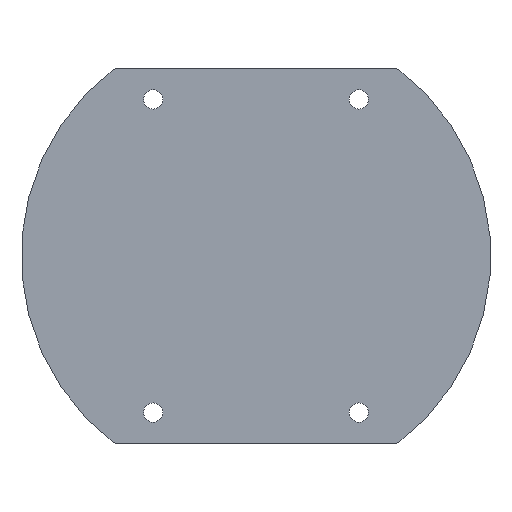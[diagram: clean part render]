
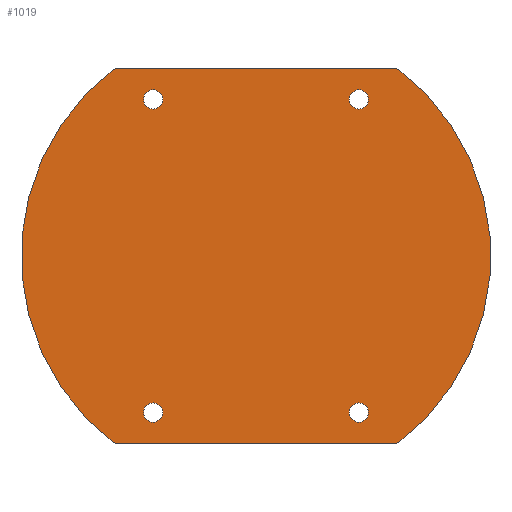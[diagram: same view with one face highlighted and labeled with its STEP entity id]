
A CAD part, front view. The second image highlights one B-rep face of the part: STEP entity #1019.
In plain terms, the highlighted planar face has unit normal (0, -1, 0).
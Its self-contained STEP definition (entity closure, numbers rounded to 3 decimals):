
#3 = CARTESIAN_POINT ( 'NONE',  ( -31.5, 0., -42. ) ) ;
#6 = AXIS2_PLACEMENT_3D ( 'NONE', #262, #2324, #1014 ) ;
#122 = DIRECTION ( 'NONE',  ( 0., 0., 1. ) ) ;
#126 = VECTOR ( 'NONE', #422, 1000. ) ;
#128 = DIRECTION ( 'NONE',  ( 0., 0., 1. ) ) ;
#161 = DIRECTION ( 'NONE',  ( 0., 0., 1. ) ) ;
#178 = CARTESIAN_POINT ( 'NONE',  ( -31.5, 0., -42. ) ) ;
#192 = CIRCLE ( 'NONE', #2082, 52.5 ) ;
#215 = ORIENTED_EDGE ( 'NONE', *, *, #3099, .F. ) ;
#219 = VERTEX_POINT ( 'NONE', #1049 ) ;
#261 = DIRECTION ( 'NONE',  ( 0., 0., 1. ) ) ;
#262 = CARTESIAN_POINT ( 'NONE',  ( 23., 0., -35. ) ) ;
#269 = DIRECTION ( 'NONE',  ( 0., 0., 1. ) ) ;
#281 = VERTEX_POINT ( 'NONE', #1601 ) ;
#314 = VERTEX_POINT ( 'NONE', #2571 ) ;
#319 = VERTEX_POINT ( 'NONE', #3 ) ;
#333 = DIRECTION ( 'NONE',  ( 0., -1., 0. ) ) ;
#397 = CARTESIAN_POINT ( 'NONE',  ( 23., 0., -37.15 ) ) ;
#408 = LINE ( 'NONE', #2742, #126 ) ;
#411 = VERTEX_POINT ( 'NONE', #397 ) ;
#422 = DIRECTION ( 'NONE',  ( -1., 0., 0. ) ) ;
#435 = EDGE_CURVE ( 'NONE', #1359, #1928, #444, .T. ) ;
#444 = CIRCLE ( 'NONE', #2504, 2.15 ) ;
#445 = DIRECTION ( 'NONE',  ( 0., -1., 0. ) ) ;
#456 = EDGE_CURVE ( 'NONE', #1716, #3237, #2608, .T. ) ;
#457 = CIRCLE ( 'NONE', #2349, 2.15 ) ;
#460 = CIRCLE ( 'NONE', #620, 52.5 ) ;
#463 = DIRECTION ( 'NONE',  ( 0., 0., 1. ) ) ;
#549 = EDGE_CURVE ( 'NONE', #1928, #1359, #2065, .T. ) ;
#599 = CARTESIAN_POINT ( 'NONE',  ( 23., 0., 37.15 ) ) ;
#601 = AXIS2_PLACEMENT_3D ( 'NONE', #691, #445, #161 ) ;
#617 = AXIS2_PLACEMENT_3D ( 'NONE', #2090, #1813, #261 ) ;
#620 = AXIS2_PLACEMENT_3D ( 'NONE', #2965, #2475, #2711 ) ;
#628 = LINE ( 'NONE', #178, #2869 ) ;
#672 = DIRECTION ( 'NONE',  ( 0., -1., 0. ) ) ;
#691 = CARTESIAN_POINT ( 'NONE',  ( 23., 0., 35. ) ) ;
#771 = FACE_BOUND ( 'NONE', #1534, .T. ) ;
#882 = EDGE_CURVE ( 'NONE', #1950, #411, #457, .T. ) ;
#898 = EDGE_LOOP ( 'NONE', ( #1632, #1349, #1492, #1993 ) ) ;
#996 = AXIS2_PLACEMENT_3D ( 'NONE', #2731, #1203, #128 ) ;
#1012 = FACE_BOUND ( 'NONE', #1768, .T. ) ;
#1014 = DIRECTION ( 'NONE',  ( 0., 0., 1. ) ) ;
#1019 = ADVANCED_FACE ( 'NONE', ( #1391, #1648, #1129, #1012, #771 ), #2582, .F. ) ;
#1024 = EDGE_CURVE ( 'NONE', #219, #281, #192, .T. ) ;
#1049 = CARTESIAN_POINT ( 'NONE',  ( 31.5, 0., 42. ) ) ;
#1050 = EDGE_CURVE ( 'NONE', #319, #2376, #460, .T. ) ;
#1097 = ORIENTED_EDGE ( 'NONE', *, *, #1184, .F. ) ;
#1129 = FACE_BOUND ( 'NONE', #1565, .T. ) ;
#1184 = EDGE_CURVE ( 'NONE', #2445, #314, #2034, .T. ) ;
#1185 = ORIENTED_EDGE ( 'NONE', *, *, #435, .F. ) ;
#1203 = DIRECTION ( 'NONE',  ( 0., -1., 0. ) ) ;
#1216 = CIRCLE ( 'NONE', #996, 2.15 ) ;
#1280 = EDGE_CURVE ( 'NONE', #3237, #1716, #1560, .T. ) ;
#1289 = DIRECTION ( 'NONE',  ( 0., 0., 1. ) ) ;
#1349 = ORIENTED_EDGE ( 'NONE', *, *, #1902, .T. ) ;
#1359 = VERTEX_POINT ( 'NONE', #599 ) ;
#1391 = FACE_OUTER_BOUND ( 'NONE', #898, .T. ) ;
#1407 = CARTESIAN_POINT ( 'NONE',  ( -23., 0., -35. ) ) ;
#1450 = CARTESIAN_POINT ( 'NONE',  ( -31.5, 0., 42. ) ) ;
#1492 = ORIENTED_EDGE ( 'NONE', *, *, #1050, .F. ) ;
#1503 = DIRECTION ( 'NONE',  ( 0., -1., 0. ) ) ;
#1522 = CIRCLE ( 'NONE', #6, 2.15 ) ;
#1534 = EDGE_LOOP ( 'NONE', ( #1185, #1749 ) ) ;
#1560 = CIRCLE ( 'NONE', #2276, 2.15 ) ;
#1565 = EDGE_LOOP ( 'NONE', ( #2402, #215 ) ) ;
#1601 = CARTESIAN_POINT ( 'NONE',  ( 31.5, 0., -42. ) ) ;
#1632 = ORIENTED_EDGE ( 'NONE', *, *, #1024, .F. ) ;
#1635 = DIRECTION ( 'NONE',  ( 0., 0., 1. ) ) ;
#1648 = FACE_BOUND ( 'NONE', #3070, .T. ) ;
#1716 = VERTEX_POINT ( 'NONE', #3065 ) ;
#1748 = CARTESIAN_POINT ( 'NONE',  ( 23., 0., -35. ) ) ;
#1749 = ORIENTED_EDGE ( 'NONE', *, *, #549, .F. ) ;
#1768 = EDGE_LOOP ( 'NONE', ( #2069, #3175 ) ) ;
#1813 = DIRECTION ( 'NONE',  ( 0., 1., 0. ) ) ;
#1894 = DIRECTION ( 'NONE',  ( 0., 0., 1. ) ) ;
#1902 = EDGE_CURVE ( 'NONE', #219, #2376, #408, .T. ) ;
#1928 = VERTEX_POINT ( 'NONE', #1936 ) ;
#1930 = AXIS2_PLACEMENT_3D ( 'NONE', #1407, #672, #122 ) ;
#1936 = CARTESIAN_POINT ( 'NONE',  ( 23., 0., 32.85 ) ) ;
#1950 = VERTEX_POINT ( 'NONE', #2758 ) ;
#1989 = DIRECTION ( 'NONE',  ( 1., 0., 0. ) ) ;
#1993 = ORIENTED_EDGE ( 'NONE', *, *, #3329, .T. ) ;
#2034 = CIRCLE ( 'NONE', #1930, 2.15 ) ;
#2065 = CIRCLE ( 'NONE', #601, 2.15 ) ;
#2069 = ORIENTED_EDGE ( 'NONE', *, *, #1280, .F. ) ;
#2082 = AXIS2_PLACEMENT_3D ( 'NONE', #2677, #2844, #1289 ) ;
#2090 = CARTESIAN_POINT ( 'NONE',  ( 0., 0., 0. ) ) ;
#2217 = DIRECTION ( 'NONE',  ( 0., -1., 0. ) ) ;
#2222 = CARTESIAN_POINT ( 'NONE',  ( -23., 0., -32.85 ) ) ;
#2276 = AXIS2_PLACEMENT_3D ( 'NONE', #2564, #1503, #269 ) ;
#2324 = DIRECTION ( 'NONE',  ( 0., -1., 0. ) ) ;
#2333 = AXIS2_PLACEMENT_3D ( 'NONE', #3239, #333, #1635 ) ;
#2349 = AXIS2_PLACEMENT_3D ( 'NONE', #1748, #2764, #463 ) ;
#2376 = VERTEX_POINT ( 'NONE', #1450 ) ;
#2402 = ORIENTED_EDGE ( 'NONE', *, *, #882, .F. ) ;
#2445 = VERTEX_POINT ( 'NONE', #2222 ) ;
#2475 = DIRECTION ( 'NONE',  ( 0., 1., 0. ) ) ;
#2504 = AXIS2_PLACEMENT_3D ( 'NONE', #3224, #2217, #1894 ) ;
#2564 = CARTESIAN_POINT ( 'NONE',  ( -23., 0., 35. ) ) ;
#2571 = CARTESIAN_POINT ( 'NONE',  ( -23., 0., -37.15 ) ) ;
#2573 = ORIENTED_EDGE ( 'NONE', *, *, #3332, .F. ) ;
#2582 = PLANE ( 'NONE',  #617 ) ;
#2608 = CIRCLE ( 'NONE', #2333, 2.15 ) ;
#2617 = CARTESIAN_POINT ( 'NONE',  ( -23., 0., 37.15 ) ) ;
#2677 = CARTESIAN_POINT ( 'NONE',  ( 0., 0., 0. ) ) ;
#2711 = DIRECTION ( 'NONE',  ( 0., 0., 1. ) ) ;
#2731 = CARTESIAN_POINT ( 'NONE',  ( -23., 0., -35. ) ) ;
#2742 = CARTESIAN_POINT ( 'NONE',  ( -31.5, 0., 42. ) ) ;
#2758 = CARTESIAN_POINT ( 'NONE',  ( 23., 0., -32.85 ) ) ;
#2764 = DIRECTION ( 'NONE',  ( 0., -1., 0. ) ) ;
#2844 = DIRECTION ( 'NONE',  ( 0., 1., 0. ) ) ;
#2869 = VECTOR ( 'NONE', #1989, 1000. ) ;
#2965 = CARTESIAN_POINT ( 'NONE',  ( 0., 0., 0. ) ) ;
#3065 = CARTESIAN_POINT ( 'NONE',  ( -23., 0., 32.85 ) ) ;
#3070 = EDGE_LOOP ( 'NONE', ( #1097, #2573 ) ) ;
#3099 = EDGE_CURVE ( 'NONE', #411, #1950, #1522, .T. ) ;
#3175 = ORIENTED_EDGE ( 'NONE', *, *, #456, .F. ) ;
#3224 = CARTESIAN_POINT ( 'NONE',  ( 23., 0., 35. ) ) ;
#3237 = VERTEX_POINT ( 'NONE', #2617 ) ;
#3239 = CARTESIAN_POINT ( 'NONE',  ( -23., 0., 35. ) ) ;
#3329 = EDGE_CURVE ( 'NONE', #319, #281, #628, .T. ) ;
#3332 = EDGE_CURVE ( 'NONE', #314, #2445, #1216, .T. ) ;
